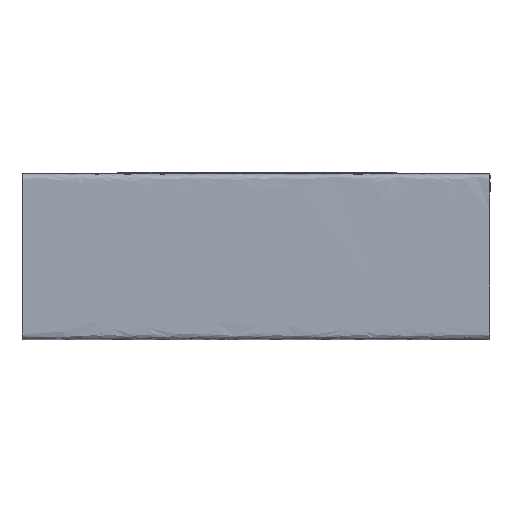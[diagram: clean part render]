
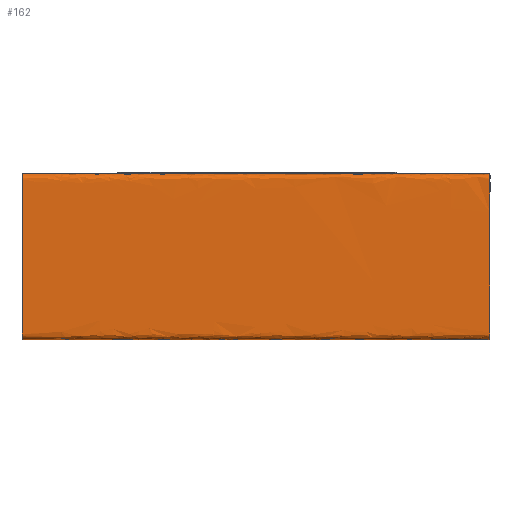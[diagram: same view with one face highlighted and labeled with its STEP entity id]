
A CAD part, left-side view. The second image highlights one B-rep face of the part: STEP entity #162.
In plain terms, the highlighted free-form (B-spline) face has degree [1, 2] with [2, 15] control points.
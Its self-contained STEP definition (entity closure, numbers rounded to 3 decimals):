
#11=(
BOUNDED_CURVE()
B_SPLINE_CURVE(1,(#1900,#1901),.UNSPECIFIED.,.F.,.F.)
B_SPLINE_CURVE_WITH_KNOTS((2,2),(0.,1.552),.UNSPECIFIED.)
CURVE()
GEOMETRIC_REPRESENTATION_ITEM()
RATIONAL_B_SPLINE_CURVE((1.,1.))
REPRESENTATION_ITEM('')
);
#14=(
BOUNDED_CURVE()
B_SPLINE_CURVE(2,(#1924,#1925,#1926,#1927,#1928,#1929,#1930,#1931,#1932,
#1933,#1934,#1935,#1936,#1937,#1938),.UNSPECIFIED.,.F.,.F.)
B_SPLINE_CURVE_WITH_KNOTS((3,2,2,2,2,2,2,3),(-2.341,-2.111,
-2.08,-1.67,-1.639,-1.469,
-1.453,-1.413),.UNSPECIFIED.)
CURVE()
GEOMETRIC_REPRESENTATION_ITEM()
RATIONAL_B_SPLINE_CURVE((1.,1.,1.,0.707,1.,1.,1.,0.707,
1.,1.,1.,0.707,1.,1.,1.))
REPRESENTATION_ITEM('')
);
#15=(
BOUNDED_CURVE()
B_SPLINE_CURVE(2,(#1939,#1940,#1941,#1942,#1943,#1944,#1945,#1946,#1947,
#1948,#1949,#1950,#1951,#1952,#1953),.UNSPECIFIED.,.F.,.F.)
B_SPLINE_CURVE_WITH_KNOTS((3,2,2,2,2,2,2,3),(1.413,1.453,
1.469,1.639,1.67,2.08,2.111,
2.341),.UNSPECIFIED.)
CURVE()
GEOMETRIC_REPRESENTATION_ITEM()
RATIONAL_B_SPLINE_CURVE((1.,1.,1.,0.707,1.,1.,1.,0.707,
1.,1.,1.,0.707,1.,1.,1.))
REPRESENTATION_ITEM('')
);
#32=(
BOUNDED_SURFACE()
B_SPLINE_SURFACE(1,2,((#1855,#1856,#1857,#1858,#1859,#1860,#1861,#1862,#1863,
#1864,#1865,#1866,#1867,#1868,#1869),(#1870,#1871,#1872,#1873,#1874,#1875,
#1876,#1877,#1878,#1879,#1880,#1881,#1882,#1883,#1884)),.UNSPECIFIED.,.F.,
 .F.,.F.)
B_SPLINE_SURFACE_WITH_KNOTS((2,2),(3,2,2,2,2,2,2,3),(0.,1.552),
(-2.341,-2.111,-2.08,-1.67,
-1.639,-1.469,-1.453,-1.413),
 .UNSPECIFIED.)
GEOMETRIC_REPRESENTATION_ITEM()
RATIONAL_B_SPLINE_SURFACE(((1.,1.,1.,0.707,1.,1.,1.,0.707,
1.,1.,1.,0.707,1.,1.,1.),(1.,1.,1.,0.707,1.,1.,1.,
0.707,1.,1.,1.,0.707,1.,1.,1.)))
REPRESENTATION_ITEM('')
SURFACE()
);
#162=ADVANCED_FACE('',(#223),#32,.T.);
#223=FACE_OUTER_BOUND('',#284,.T.);
#284=EDGE_LOOP('',(#511,#512,#513,#514));
#511=ORIENTED_EDGE('',*,*,#658,.F.);
#512=ORIENTED_EDGE('',*,*,#663,.T.);
#513=ORIENTED_EDGE('',*,*,#660,.F.);
#514=ORIENTED_EDGE('',*,*,#664,.T.);
#658=EDGE_CURVE('',#862,#863,#787,.T.);
#660=EDGE_CURVE('',#864,#865,#11,.T.);
#663=EDGE_CURVE('',#862,#865,#14,.T.);
#664=EDGE_CURVE('',#864,#863,#15,.T.);
#787=B_SPLINE_CURVE_WITH_KNOTS('',1,(#1896,#1897),.UNSPECIFIED.,.F.,.F.,
(2,2),(-0.776,0.776),.UNSPECIFIED.);
#862=VERTEX_POINT('',#1888);
#863=VERTEX_POINT('',#1889);
#864=VERTEX_POINT('',#1890);
#865=VERTEX_POINT('',#1891);
#1855=CARTESIAN_POINT('',(-1.1,-0.772,0.56));
#1856=CARTESIAN_POINT('',(-1.415,-0.772,0.56));
#1857=CARTESIAN_POINT('',(-1.53,-0.772,0.56));
#1858=CARTESIAN_POINT('',(-1.55,-0.772,0.56));
#1859=CARTESIAN_POINT('',(-1.55,-0.772,0.54));
#1860=CARTESIAN_POINT('',(-1.55,-0.772,0.235));
#1861=CARTESIAN_POINT('',(-1.55,-0.772,0.03));
#1862=CARTESIAN_POINT('',(-1.55,-0.772,0.01));
#1863=CARTESIAN_POINT('',(-1.53,-0.772,0.01));
#1864=CARTESIAN_POINT('',(-1.445,-0.772,0.01));
#1865=CARTESIAN_POINT('',(-1.26,-0.772,0.01));
#1866=CARTESIAN_POINT('',(-1.25,-0.772,0.01));
#1867=CARTESIAN_POINT('',(-1.25,-0.772,0.02));
#1868=CARTESIAN_POINT('',(-1.25,-0.772,0.04));
#1869=CARTESIAN_POINT('',(-1.25,-0.772,0.06));
#1870=CARTESIAN_POINT('',(-1.1,0.78,0.56));
#1871=CARTESIAN_POINT('',(-1.415,0.78,0.56));
#1872=CARTESIAN_POINT('',(-1.53,0.78,0.56));
#1873=CARTESIAN_POINT('',(-1.55,0.78,0.56));
#1874=CARTESIAN_POINT('',(-1.55,0.78,0.54));
#1875=CARTESIAN_POINT('',(-1.55,0.78,0.235));
#1876=CARTESIAN_POINT('',(-1.55,0.78,0.03));
#1877=CARTESIAN_POINT('',(-1.55,0.78,0.01));
#1878=CARTESIAN_POINT('',(-1.53,0.78,0.01));
#1879=CARTESIAN_POINT('',(-1.445,0.78,0.01));
#1880=CARTESIAN_POINT('',(-1.26,0.78,0.01));
#1881=CARTESIAN_POINT('',(-1.25,0.78,0.01));
#1882=CARTESIAN_POINT('',(-1.25,0.78,0.02));
#1883=CARTESIAN_POINT('',(-1.25,0.78,0.04));
#1884=CARTESIAN_POINT('',(-1.25,0.78,0.06));
#1888=CARTESIAN_POINT('',(-1.1,0.78,0.56));
#1889=CARTESIAN_POINT('',(-1.1,-0.772,0.56));
#1890=CARTESIAN_POINT('',(-1.25,-0.772,0.06));
#1891=CARTESIAN_POINT('',(-1.25,0.78,0.06));
#1896=CARTESIAN_POINT('',(-1.1,0.78,0.56));
#1897=CARTESIAN_POINT('',(-1.1,-0.772,0.56));
#1900=CARTESIAN_POINT('',(-1.25,-0.772,0.06));
#1901=CARTESIAN_POINT('',(-1.25,0.78,0.06));
#1924=CARTESIAN_POINT('',(-1.1,0.78,0.56));
#1925=CARTESIAN_POINT('',(-1.415,0.78,0.56));
#1926=CARTESIAN_POINT('',(-1.53,0.78,0.56));
#1927=CARTESIAN_POINT('',(-1.55,0.78,0.56));
#1928=CARTESIAN_POINT('',(-1.55,0.78,0.54));
#1929=CARTESIAN_POINT('',(-1.55,0.78,0.235));
#1930=CARTESIAN_POINT('',(-1.55,0.78,0.03));
#1931=CARTESIAN_POINT('',(-1.55,0.78,0.01));
#1932=CARTESIAN_POINT('',(-1.53,0.78,0.01));
#1933=CARTESIAN_POINT('',(-1.445,0.78,0.01));
#1934=CARTESIAN_POINT('',(-1.26,0.78,0.01));
#1935=CARTESIAN_POINT('',(-1.25,0.78,0.01));
#1936=CARTESIAN_POINT('',(-1.25,0.78,0.02));
#1937=CARTESIAN_POINT('',(-1.25,0.78,0.04));
#1938=CARTESIAN_POINT('',(-1.25,0.78,0.06));
#1939=CARTESIAN_POINT('',(-1.25,-0.772,0.06));
#1940=CARTESIAN_POINT('',(-1.25,-0.772,0.04));
#1941=CARTESIAN_POINT('',(-1.25,-0.772,0.02));
#1942=CARTESIAN_POINT('',(-1.25,-0.772,0.01));
#1943=CARTESIAN_POINT('',(-1.26,-0.772,0.01));
#1944=CARTESIAN_POINT('',(-1.445,-0.772,0.01));
#1945=CARTESIAN_POINT('',(-1.53,-0.772,0.01));
#1946=CARTESIAN_POINT('',(-1.55,-0.772,0.01));
#1947=CARTESIAN_POINT('',(-1.55,-0.772,0.03));
#1948=CARTESIAN_POINT('',(-1.55,-0.772,0.235));
#1949=CARTESIAN_POINT('',(-1.55,-0.772,0.54));
#1950=CARTESIAN_POINT('',(-1.55,-0.772,0.56));
#1951=CARTESIAN_POINT('',(-1.53,-0.772,0.56));
#1952=CARTESIAN_POINT('',(-1.415,-0.772,0.56));
#1953=CARTESIAN_POINT('',(-1.1,-0.772,0.56));
